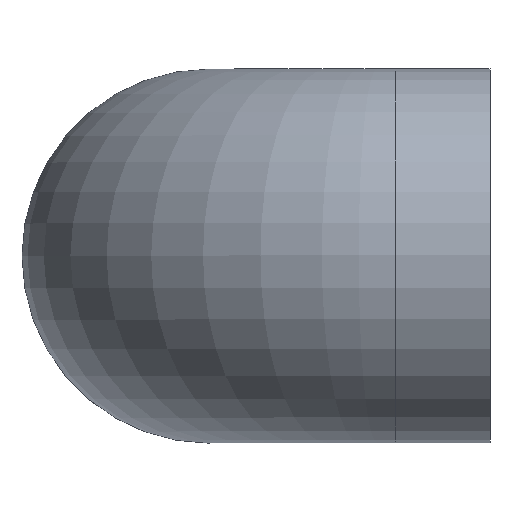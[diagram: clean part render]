
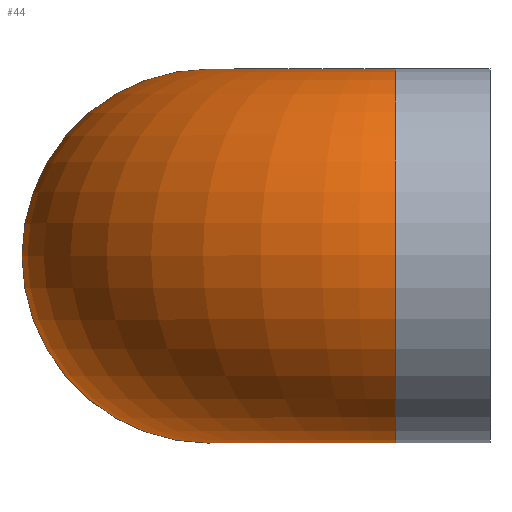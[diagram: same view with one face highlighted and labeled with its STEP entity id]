
A CAD part, top view. The second image highlights one B-rep face of the part: STEP entity #44.
In plain terms, the highlighted toroidal (fillet/blend) face has major radius 66.51 mm and minor radius 66.5 mm.
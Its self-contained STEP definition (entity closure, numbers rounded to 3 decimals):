
#44 = ADVANCED_FACE( '', ( #92, #93 ), #94, .T. );
#92 = FACE_OUTER_BOUND( '', #145, .T. );
#93 = FACE_OUTER_BOUND( '', #146, .T. );
#94 = TOROIDAL_SURFACE( '', #147, 66.51, 66.5 );
#145 = EDGE_LOOP( '', ( #201 ) );
#146 = EDGE_LOOP( '', ( #202, #203 ) );
#147 = AXIS2_PLACEMENT_3D( '', #204, #205, #206 );
#201 = ORIENTED_EDGE( '', *, *, #257, .T. );
#202 = ORIENTED_EDGE( '', *, *, #262, .F. );
#203 = ORIENTED_EDGE( '', *, *, #252, .F. );
#204 = CARTESIAN_POINT( '', ( 66.51, 0., -9.55 ) );
#205 = DIRECTION( '', ( 0., 1., 0. ) );
#206 = DIRECTION( '', ( 0., 0., 1. ) );
#252 = EDGE_CURVE( '', #276, #277, #279, .T. );
#257 = EDGE_CURVE( '', #286, #286, #287, .T. );
#262 = EDGE_CURVE( '', #277, #276, #294, .T. );
#276 = VERTEX_POINT( '', #312 );
#277 = VERTEX_POINT( '', #313 );
#279 = CIRCLE( '', #315, 66.5 );
#286 = VERTEX_POINT( '', #322 );
#287 = CIRCLE( '', #323, 66.5 );
#294 = CIRCLE( '', #456, 66.5 );
#312 = CARTESIAN_POINT( '', ( 66.51, -66.5, 56.98 ) );
#313 = CARTESIAN_POINT( '', ( 66.51, 66.5, 56.98 ) );
#315 = AXIS2_PLACEMENT_3D( '', #610, #611, #612 );
#322 = CARTESIAN_POINT( '', ( 66.5, 0., -9.55 ) );
#323 = AXIS2_PLACEMENT_3D( '', #619, #620, #621 );
#456 = AXIS2_PLACEMENT_3D( '', #625, #626, #627 );
#610 = CARTESIAN_POINT( '', ( 66.51, 0., 56.96 ) );
#611 = DIRECTION( '', ( 1., 0., 0. ) );
#612 = DIRECTION( '', ( 0., 0., -1. ) );
#619 = CARTESIAN_POINT( '', ( 0., 0., -9.55 ) );
#620 = DIRECTION( '', ( 0., 0., 1. ) );
#621 = DIRECTION( '', ( 1., 0., 0. ) );
#625 = CARTESIAN_POINT( '', ( 66.51, 0., 56.96 ) );
#626 = DIRECTION( '', ( 1., 0., 0. ) );
#627 = DIRECTION( '', ( 0., 0., -1. ) );
